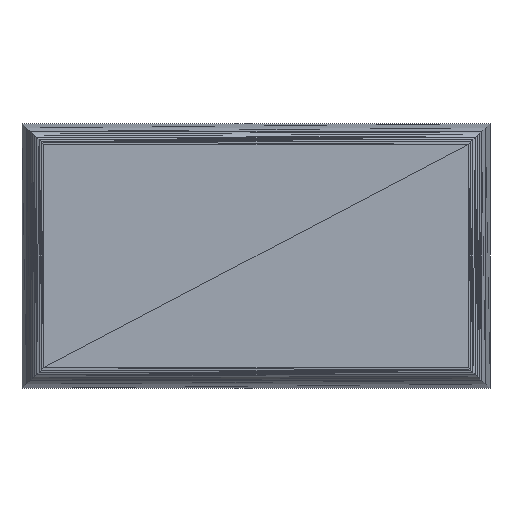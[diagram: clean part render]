
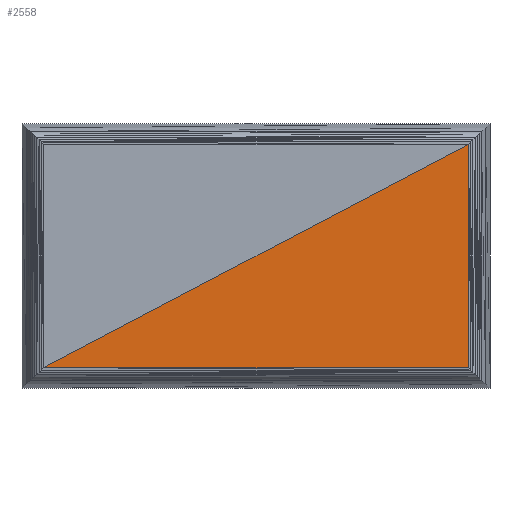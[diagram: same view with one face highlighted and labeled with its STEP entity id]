
A CAD part, front view. The second image highlights one B-rep face of the part: STEP entity #2558.
In plain terms, the highlighted planar face has unit normal (0, -1, 0).
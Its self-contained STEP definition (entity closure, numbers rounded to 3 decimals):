
#202=FACE_OUTER_BOUND('',#416,.T.);
#416=EDGE_LOOP('',(#2076,#2077,#2078));
#681=LINE('',#4049,#1002);
#685=LINE('',#4057,#1006);
#733=LINE('',#4152,#1054);
#1002=VECTOR('',#3361,1.);
#1006=VECTOR('',#3369,1.);
#1054=VECTOR('',#3487,1.);
#1172=VERTEX_POINT('',#4043);
#1173=VERTEX_POINT('',#4047);
#1175=VERTEX_POINT('',#4055);
#1432=EDGE_CURVE('',#1173,#1172,#681,.T.);
#1436=EDGE_CURVE('',#1175,#1173,#685,.T.);
#1484=EDGE_CURVE('',#1175,#1172,#733,.T.);
#2076=ORIENTED_EDGE('',*,*,#1432,.F.);
#2077=ORIENTED_EDGE('',*,*,#1436,.F.);
#2078=ORIENTED_EDGE('',*,*,#1484,.T.);
#2344=PLANE('',#2792);
#2558=ADVANCED_FACE('',(#202),#2344,.F.);
#2792=AXIS2_PLACEMENT_3D('',#4151,#3485,#3486);
#3361=DIRECTION('',(-1.,0.,0.));
#3369=DIRECTION('',(0.,0.,-1.));
#3485=DIRECTION('center_axis',(0.,1.,0.));
#3486=DIRECTION('ref_axis',(0.,0.,1.));
#3487=DIRECTION('',(-0.885,0.,-0.466));
#4043=CARTESIAN_POINT('',(-3.534,-0.61,-1.86));
#4047=CARTESIAN_POINT('',(3.534,-0.61,-1.86));
#4049=CARTESIAN_POINT('',(3.534,-0.61,-1.86));
#4055=CARTESIAN_POINT('',(3.534,-0.61,1.86));
#4057=CARTESIAN_POINT('',(3.534,-0.61,1.86));
#4151=CARTESIAN_POINT('Origin',(-3.534,-0.61,-1.86));
#4152=CARTESIAN_POINT('',(3.534,-0.61,1.86));
